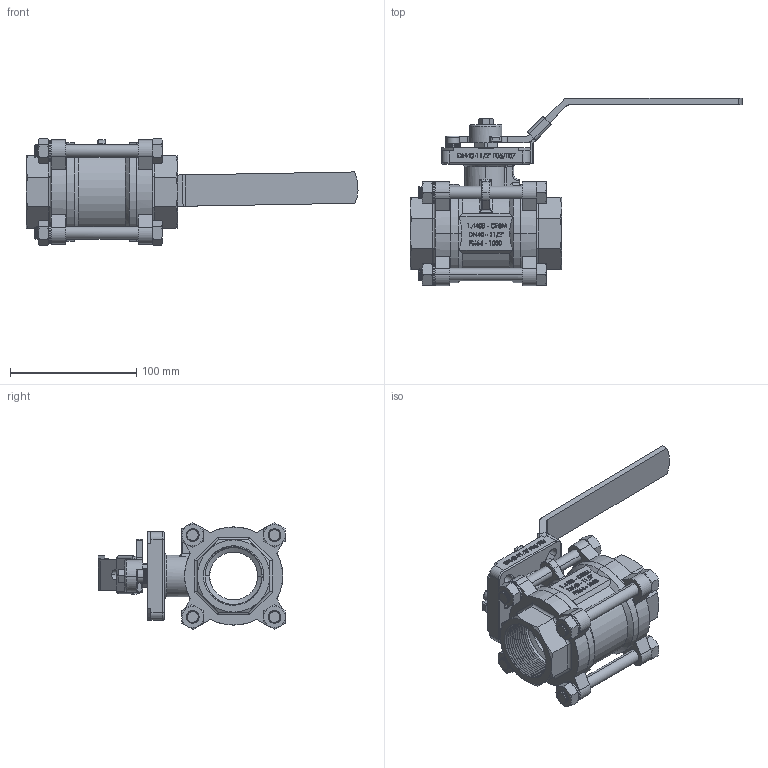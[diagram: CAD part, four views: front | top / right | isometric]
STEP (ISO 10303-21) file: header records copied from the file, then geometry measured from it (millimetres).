
FILE_DESCRIPTION (( 'STEP AP203' ), '1' );
FILE_NAME ('一又二分之一.STEP', '2018-01-10T07:17:54', ( '' ), ( '' ), 'SwSTEP 2.0', 'SolidWorks 2014', '' );
FILE_SCHEMA (( 'CONFIG_CONTROL_DESIGN' ));
Length unit declared in the file: millimetre
Products named in the file (23): T-35G06C1; 一又二分之一; G-34G2740; T-34G07C0; G-34G1150; G-31G1840; G-25G3060; G-10E1940; C-34G016-S00; M-25G2140; G-10E2640; D-34G52X0; M-25G2140(掛鎖); T-34G08G0; E-34G0461; G-B1DA540; T-34G08T0; F-17G0361; G-B3DA540; G-34G2540; T-35G05C1; G-10B2640; T-34G07G0
Assembly tree (44 placements, depth 2):
  一又二分之一
    C-34G016-S00
    D-34G52X0  x2
    E-34G0461
    F-17G0361
    T-35G05C1  x2
    T-35G06C1  x2
    T-34G07C0
    G-31G1840  x4
    G-10E1940  x4
    G-10E2640  x4
    T-34G08G0
    T-34G08T0  x5
    G-34G2540  x5
    T-34G07G0
    G-34G2740
    G-34G1150  x2
    G-25G3060
    M-25G2140
    M-25G2140(掛鎖)
    G-B1DA540
    G-B3DA540
    G-10B2640  x2
Bounding box: 262.83 x 148.29 x 84.4 mm (x, y, z)
Volume: 439150.5 mm3; surface area: 190467.7 mm2
Topology: 44 solids, 44 shells, 1872 faces, 4713 edges, 2962 vertices
Faces by surface type: cylinder 683, plane 648, bspline 241, cone 190, torus 69, sphere 41
Entity records: 65733 total; most frequent: CARTESIAN_POINT 33699, ORIENTED_EDGE 6594, DIRECTION 5167, EDGE_CURVE 3297, VERTEX_POINT 2130, LINE 1727, VECTOR 1727, AXIS2_PLACEMENT_3D 1720
